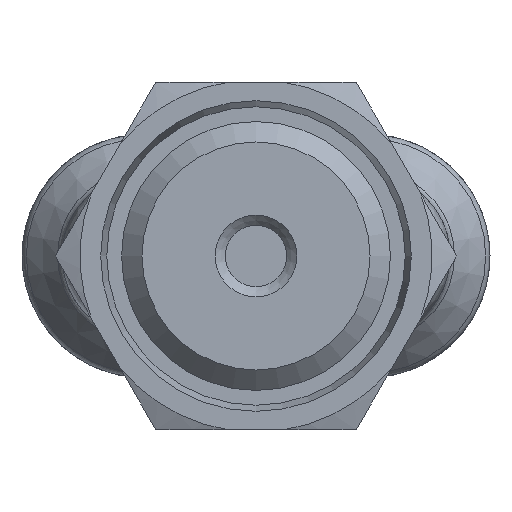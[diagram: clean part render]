
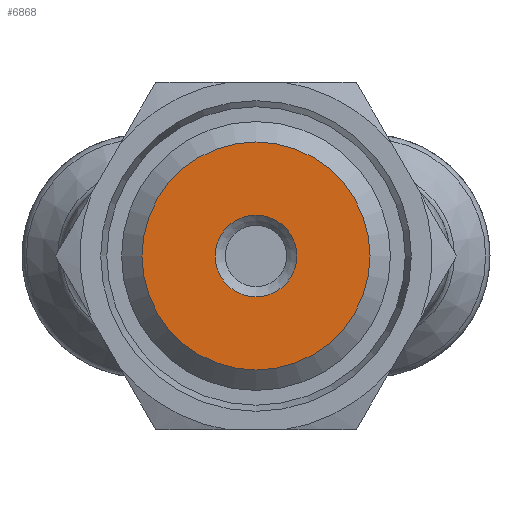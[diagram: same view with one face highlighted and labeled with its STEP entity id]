
A CAD part, front view. The second image highlights one B-rep face of the part: STEP entity #6868.
In plain terms, the highlighted face is planar.
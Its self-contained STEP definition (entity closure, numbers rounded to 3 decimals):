
#6817=CARTESIAN_POINT('',(-24.8,0.,-2.0));
#6818=VERTEX_POINT('',#6817);
#6819=CARTESIAN_POINT('',(-24.8,0.,0.0));
#6820=DIRECTION('',(-1.0,0.0,0.0));
#6821=DIRECTION('',(0.0,0.0,1.0));
#6822=AXIS2_PLACEMENT_3D('',#6819,#6820,#6821);
#6823=CIRCLE('',#6822,2.0);
#6824=EDGE_CURVE('',#6818,#6818,#6823,.T.);
#6849=CARTESIAN_POINT('',(-24.8,3.289,0.0));
#6850=DIRECTION('',(-1.0,0.0,0.0));
#6851=DIRECTION('',(0.0,0.0,1.0));
#6852=AXIS2_PLACEMENT_3D('',#6849,#6850,#6851);
#6853=PLANE('',#6852);
#6854=CARTESIAN_POINT('',(-24.8,5.578,0.));
#6855=VERTEX_POINT('',#6854);
#6856=CARTESIAN_POINT('',(-24.8,0.,0.0));
#6857=DIRECTION('',(1.0,0.0,0.0));
#6858=DIRECTION('',(0.0,-1.0,0.0));
#6859=AXIS2_PLACEMENT_3D('',#6856,#6857,#6858);
#6860=CIRCLE('',#6859,5.579);
#6861=EDGE_CURVE('',#6855,#6855,#6860,.T.);
#6862=ORIENTED_EDGE('',*,*,#6861,.F.);
#6863=EDGE_LOOP('',(#6862));
#6864=FACE_OUTER_BOUND('',#6863,.T.);
#6865=ORIENTED_EDGE('',*,*,#6824,.F.);
#6866=EDGE_LOOP('',(#6865));
#6867=FACE_BOUND('',#6866,.T.);
#6868=ADVANCED_FACE('',(#6864,#6867),#6853,.T.);
